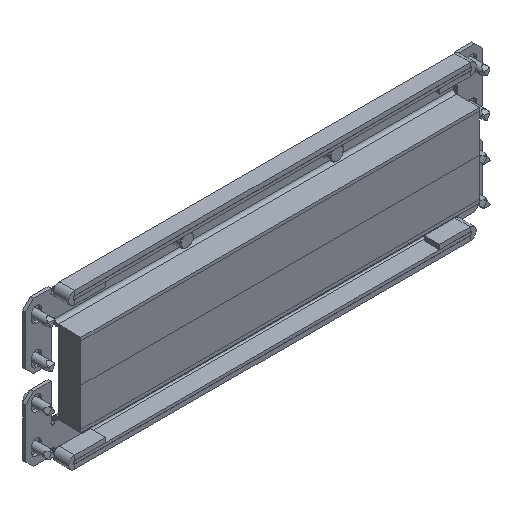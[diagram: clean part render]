
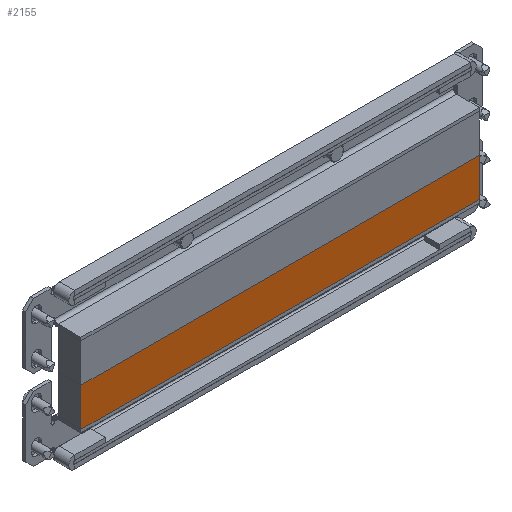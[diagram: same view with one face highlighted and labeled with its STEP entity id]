
A CAD part, isometric view. The second image highlights one B-rep face of the part: STEP entity #2155.
In plain terms, the highlighted face is planar.
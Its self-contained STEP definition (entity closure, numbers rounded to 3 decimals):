
#81 = LINE ( 'NONE', #2860, #2023 ) ;
#85 = VECTOR ( 'NONE', #2733, 1000. ) ;
#101 = ORIENTED_EDGE ( 'NONE', *, *, #2400, .F. ) ;
#157 = LINE ( 'NONE', #986, #1034 ) ;
#305 = CARTESIAN_POINT ( 'NONE',  ( -7.5, 12.5, -130. ) ) ;
#668 = DIRECTION ( 'NONE',  ( 0., -1., 0. ) ) ;
#741 = ORIENTED_EDGE ( 'NONE', *, *, #1910, .T. ) ;
#942 = VERTEX_POINT ( 'NONE', #3291 ) ;
#986 = CARTESIAN_POINT ( 'NONE',  ( -7.5, -12.5, -130. ) ) ;
#1034 = VECTOR ( 'NONE', #3181, 1000. ) ;
#1100 = AXIS2_PLACEMENT_3D ( 'NONE', #305, #2879, #668 ) ;
#1201 = CARTESIAN_POINT ( 'NONE',  ( -7.5, -12.5, 130. ) ) ;
#1306 = EDGE_CURVE ( 'NONE', #4318, #942, #2161, .T. ) ;
#1496 = EDGE_LOOP ( 'NONE', ( #101, #3669, #741, #5641 ) ) ;
#1658 = CARTESIAN_POINT ( 'NONE',  ( -7.5, 12.5, -130. ) ) ;
#1796 = EDGE_CURVE ( 'NONE', #5291, #2856, #157, .T. ) ;
#1826 = CARTESIAN_POINT ( 'NONE',  ( -7.5, 12.5, -130. ) ) ;
#1910 = EDGE_CURVE ( 'NONE', #4318, #5291, #81, .T. ) ;
#2023 = VECTOR ( 'NONE', #3254, 1000. ) ;
#2155 = ADVANCED_FACE ( 'NONE', ( #3113 ), #2930, .T. ) ;
#2161 = LINE ( 'NONE', #1826, #85 ) ;
#2400 = EDGE_CURVE ( 'NONE', #942, #2856, #4770, .T. ) ;
#2409 = CARTESIAN_POINT ( 'NONE',  ( -7.5, -12.5, -130. ) ) ;
#2666 = CARTESIAN_POINT ( 'NONE',  ( -7.5, 12.5, 130. ) ) ;
#2733 = DIRECTION ( 'NONE',  ( 0., 0., 1. ) ) ;
#2856 = VERTEX_POINT ( 'NONE', #1201 ) ;
#2860 = CARTESIAN_POINT ( 'NONE',  ( -7.5, 12.5, -130. ) ) ;
#2879 = DIRECTION ( 'NONE',  ( -1., 0., 0. ) ) ;
#2930 = PLANE ( 'NONE',  #1100 ) ;
#3113 = FACE_OUTER_BOUND ( 'NONE', #1496, .T. ) ;
#3181 = DIRECTION ( 'NONE',  ( 0., 0., 1. ) ) ;
#3254 = DIRECTION ( 'NONE',  ( 0., -1., 0. ) ) ;
#3291 = CARTESIAN_POINT ( 'NONE',  ( -7.5, 12.5, 130. ) ) ;
#3669 = ORIENTED_EDGE ( 'NONE', *, *, #1306, .F. ) ;
#4318 = VERTEX_POINT ( 'NONE', #1658 ) ;
#4343 = VECTOR ( 'NONE', #5283, 1000. ) ;
#4770 = LINE ( 'NONE', #2666, #4343 ) ;
#5283 = DIRECTION ( 'NONE',  ( 0., -1., 0. ) ) ;
#5291 = VERTEX_POINT ( 'NONE', #2409 ) ;
#5641 = ORIENTED_EDGE ( 'NONE', *, *, #1796, .T. ) ;
